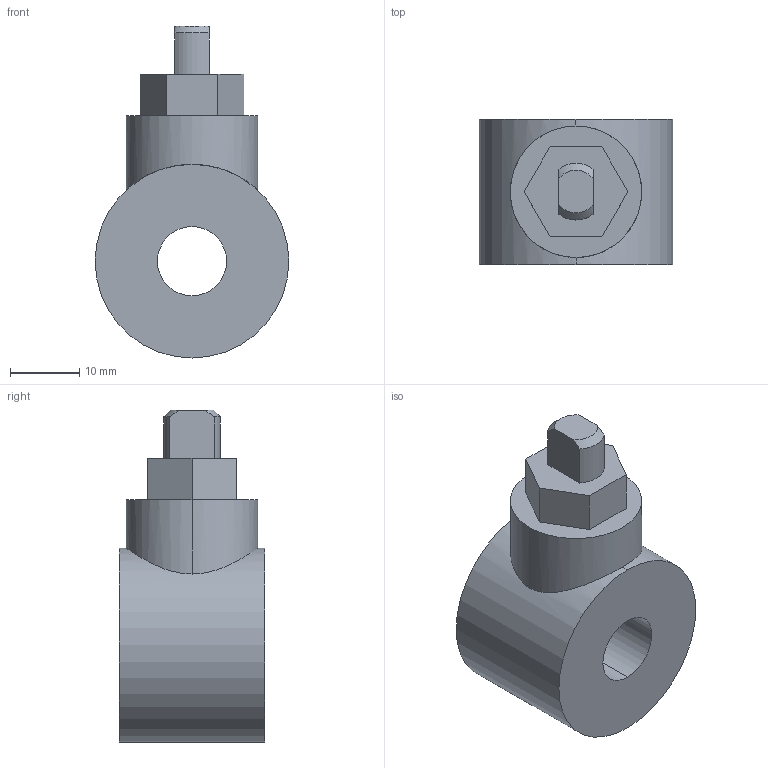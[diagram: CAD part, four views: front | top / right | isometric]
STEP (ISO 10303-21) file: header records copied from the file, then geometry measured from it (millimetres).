
FILE_DESCRIPTION(('STEP AP214'),'1');
FILE_NAME('4832_10_13.stp','2016-07-07T14:30:17',('TraceParts'),('TraceParts S.A.'),'Spatial InterOp 3D',' ',' ');
FILE_SCHEMA(('automotive_design'));
Length unit declared in the file: millimetre
Products named in the file (1): Diam_tre du per_age _10.0 (10)1
Bounding box: 28 x 21 x 48 mm (x, y, z)
Volume: 14650.9 mm3; surface area: 4513.4 mm2
Topology: 1 solids, 1 shells, 23 faces, 57 edges, 38 vertices
Faces by surface type: plane 13, cylinder 8, cone 2
Entity records: 1001 total; most frequent: CARTESIAN_POINT 236, ORIENTED_EDGE 114, DIRECTION 113, EDGE_CURVE 57, AXIS2_PLACEMENT_3D 40, VERTEX_POINT 38, LINE 33, VECTOR 33
